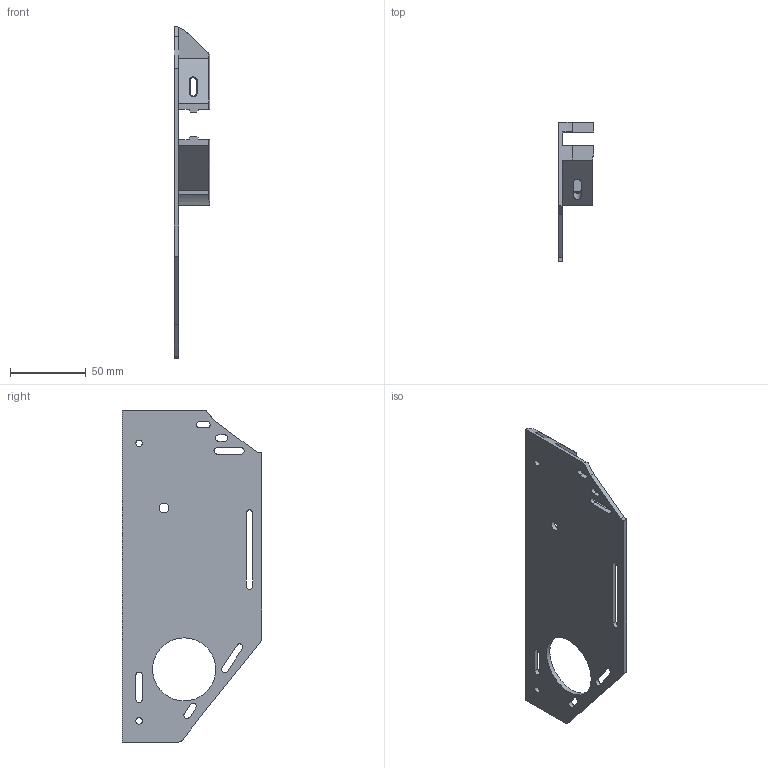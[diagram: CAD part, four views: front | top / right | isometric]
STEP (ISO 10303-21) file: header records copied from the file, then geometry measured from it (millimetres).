
FILE_DESCRIPTION(/* description */ (''),/* implementation_level */ '2;1');
FILE_NAME(/* name */ '',/* time_stamp */ '2024-10-15T18:56:28+03:00',/* author */ ('Phantom'),/* organization */ (''),/* preprocessor_version */ 'ST-DEVELOPER v20',/* originating_system */ 'Autodesk Inventor 2025',/* authorisation */ '');
FILE_SCHEMA (('AUTOMOTIVE_DESIGN { 1 0 10303 214 3 1 1 }'));
Length unit declared in the file: millimetre
Products named in the file (1): другая СОВЕРШЕННОЕ 
ТОНКАЯ
Bounding box: 23.67 x 91.84 x 218.47 mm (x, y, z)
Volume: 68761.8 mm3; surface area: 44527 mm2
Topology: 1 solids, 1 shells, 108 faces, 391 edges, 390 vertices
Faces by surface type: plane 75, cylinder 33
Full cylindrical faces by diameter (mm): 4.2 x2, 6.5 x1, 41.5 x1
Entity records: 4092 total; most frequent: CARTESIAN_POINT 816, DIRECTION 646, ORIENTED_EDGE 608, EDGE_CURVE 304, LINE 234, VECTOR 234, AXIS2_PLACEMENT_3D 206, VERTEX_POINT 202
